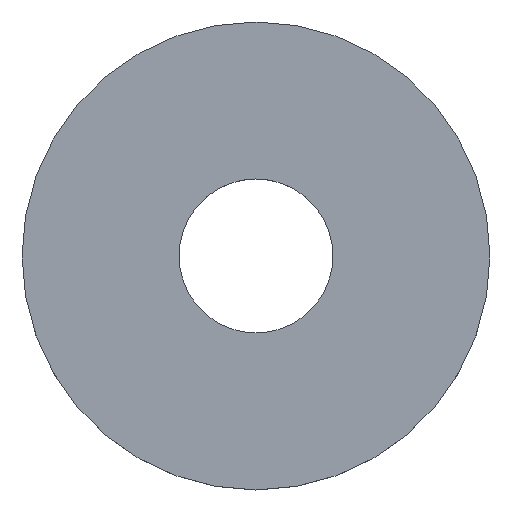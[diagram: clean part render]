
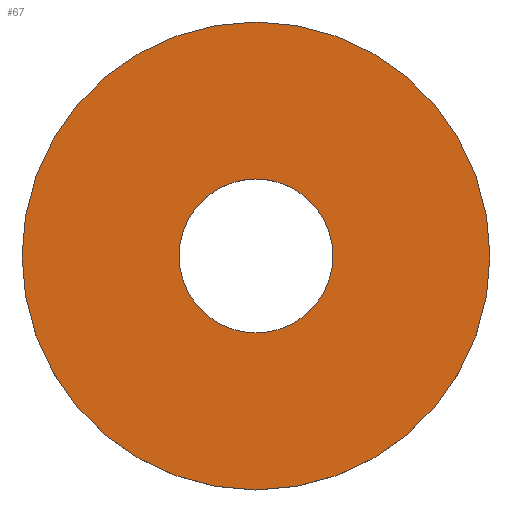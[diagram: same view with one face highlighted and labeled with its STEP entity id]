
A CAD part, top view. The second image highlights one B-rep face of the part: STEP entity #67.
In plain terms, the highlighted planar face has unit normal (0, 0, 1).
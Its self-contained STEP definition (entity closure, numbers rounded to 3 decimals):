
#55=VERTEX_POINT('',#127);
#63=EDGE_CURVE('',#83,#99,#136,.T.);
#65=EDGE_CURVE('',#99,#83,#138,.T.);
#67=ADVANCED_FACE('',(#140,#141),#142,.T.);
#69=EDGE_CURVE('',#55,#101,#144,.T.);
#83=VERTEX_POINT('',#160);
#93=EDGE_CURVE('',#101,#55,#170,.T.);
#99=VERTEX_POINT('',#177);
#101=VERTEX_POINT('',#179);
#127=CARTESIAN_POINT('',(6.5,0.,4.0));
#136=CIRCLE('',#205,19.75);
#138=CIRCLE('',#208,19.75);
#140=FACE_BOUND('',#210,.T.);
#141=FACE_OUTER_BOUND('',#211,.T.);
#142=PLANE('',#212);
#144=CIRCLE('',#215,6.5);
#160=CARTESIAN_POINT('',(-19.75,0.0,4.0));
#170=CIRCLE('',#251,6.5);
#177=CARTESIAN_POINT('',(19.75,0.,4.0));
#179=CARTESIAN_POINT('',(-6.5,0.0,4.0));
#205=AXIS2_PLACEMENT_3D('',#286,#287,#288);
#208=AXIS2_PLACEMENT_3D('',#289,#290,#291);
#210=EDGE_LOOP('',(#293,#294));
#211=EDGE_LOOP('',(#295,#296));
#212=AXIS2_PLACEMENT_3D('',#297,#298,#299);
#215=AXIS2_PLACEMENT_3D('',#300,#301,#302);
#251=AXIS2_PLACEMENT_3D('',#331,#332,#333);
#286=CARTESIAN_POINT('',(0.0,0.0,4.0));
#287=DIRECTION('',(0.0,0.0,-1.0));
#288=DIRECTION('',(-1.0,0.0,0.0));
#289=CARTESIAN_POINT('',(0.0,0.0,4.0));
#290=DIRECTION('',(0.0,0.0,-1.0));
#291=DIRECTION('',(-1.0,0.0,0.0));
#293=ORIENTED_EDGE('',*,*,#93,.T.);
#294=ORIENTED_EDGE('',*,*,#69,.T.);
#295=ORIENTED_EDGE('',*,*,#63,.F.);
#296=ORIENTED_EDGE('',*,*,#65,.F.);
#297=CARTESIAN_POINT('',(0.0,0.0,4.0));
#298=DIRECTION('',(0.0,0.0,1.0));
#299=DIRECTION('',(1.0,0.0,0.0));
#300=CARTESIAN_POINT('',(0.0,0.0,4.0));
#301=DIRECTION('',(0.0,0.0,-1.0));
#302=DIRECTION('',(1.0,0.0,0.0));
#331=CARTESIAN_POINT('',(0.0,0.0,4.0));
#332=DIRECTION('',(0.0,0.0,-1.0));
#333=DIRECTION('',(1.0,0.0,0.0));
